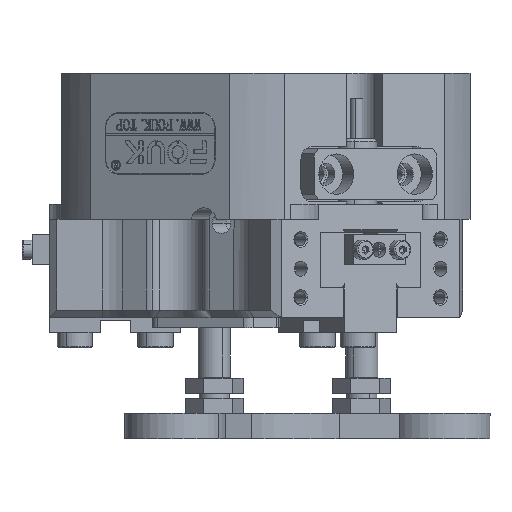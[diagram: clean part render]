
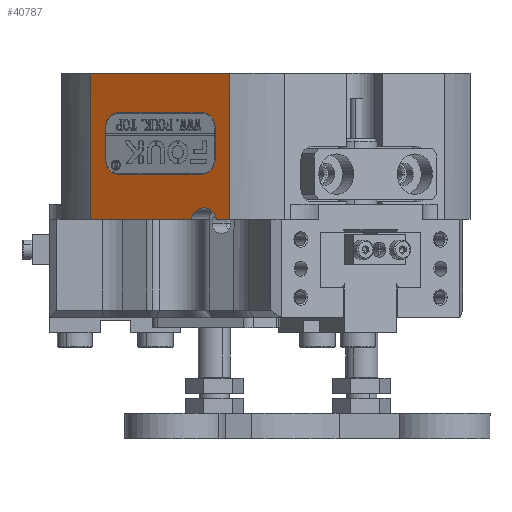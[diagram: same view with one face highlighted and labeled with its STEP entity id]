
A CAD part, front view. The second image highlights one B-rep face of the part: STEP entity #40787.
In plain terms, the highlighted planar face has unit normal (-0.5, -0.866, 0).
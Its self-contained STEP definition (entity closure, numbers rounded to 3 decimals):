
#520 = DIRECTION ( 'NONE',  ( -0.5, -0.866, 0. ) ) ;
#791 = DIRECTION ( 'NONE',  ( -0.5, -0.866, 0. ) ) ;
#1270 = CARTESIAN_POINT ( 'NONE',  ( -26.614, -40.291, 90.728 ) ) ;
#1428 = CARTESIAN_POINT ( 'NONE',  ( -51.63, -25.848, 90.728 ) ) ;
#1862 = ORIENTED_EDGE ( 'NONE', *, *, #43465, .F. ) ;
#2013 = DIRECTION ( 'NONE',  ( 0.866, -0.5, 0. ) ) ;
#2834 = VECTOR ( 'NONE', #41568, 1000. ) ;
#2836 = VECTOR ( 'NONE', #47821, 1000. ) ;
#2987 = CARTESIAN_POINT ( 'NONE',  ( -26.763, -40.205, 90.728 ) ) ;
#3213 = EDGE_CURVE ( 'NONE', #17347, #18751, #28414, .T. ) ;
#3408 = CARTESIAN_POINT ( 'NONE',  ( -26.763, -40.205, 90.728 ) ) ;
#3866 = CARTESIAN_POINT ( 'NONE',  ( -37.801, -33.832, 119.728 ) ) ;
#3971 = DIRECTION ( 'NONE',  ( 0.866, -0.5, 0. ) ) ;
#4210 = DIRECTION ( 'NONE',  ( -0.5, -0.866, 0. ) ) ;
#4311 = LINE ( 'NONE', #3408, #10549 ) ;
#4478 = EDGE_LOOP ( 'NONE', ( #9765, #38465, #7236, #32494, #1862, #15903, #45426, #48841 ) ) ;
#5260 = DIRECTION ( 'NONE',  ( 0.866, -0.5, 0. ) ) ;
#5772 = PLANE ( 'NONE',  #27656 ) ;
#6049 = EDGE_CURVE ( 'NONE', #41838, #33915, #49369, .T. ) ;
#6106 = VERTEX_POINT ( 'NONE', #45917 ) ;
#6327 = DIRECTION ( 'NONE',  ( 0., 0., -1. ) ) ;
#6731 = CARTESIAN_POINT ( 'NONE',  ( -46.115, -29.032, 99.728 ) ) ;
#7236 = ORIENTED_EDGE ( 'NONE', *, *, #32436, .F. ) ;
#7584 = FACE_BOUND ( 'NONE', #4478, .T. ) ;
#7860 = DIRECTION ( 'NONE',  ( -0.866, 0.5, 0. ) ) ;
#8004 = CIRCLE ( 'NONE', #26803, 3. ) ;
#8143 = VERTEX_POINT ( 'NONE', #28348 ) ;
#8150 = ORIENTED_EDGE ( 'NONE', *, *, #12209, .F. ) ;
#8468 = CIRCLE ( 'NONE', #36935, 3. ) ;
#8839 = FACE_OUTER_BOUND ( 'NONE', #38027, .T. ) ;
#8950 = ORIENTED_EDGE ( 'NONE', *, *, #3213, .T. ) ;
#9765 = ORIENTED_EDGE ( 'NONE', *, *, #6049, .F. ) ;
#10055 = EDGE_CURVE ( 'NONE', #18751, #22353, #49143, .T. ) ;
#10495 = LINE ( 'NONE', #46466, #30280 ) ;
#10532 = LINE ( 'NONE', #2987, #22251 ) ;
#10549 = VECTOR ( 'NONE', #31453, 1000. ) ;
#11173 = CARTESIAN_POINT ( 'NONE',  ( -51.63, -25.848, 119.728 ) ) ;
#12209 = EDGE_CURVE ( 'NONE', #8143, #40693, #4311, .T. ) ;
#12381 = EDGE_CURVE ( 'NONE', #36686, #41838, #8004, .T. ) ;
#13818 = CARTESIAN_POINT ( 'NONE',  ( -29.487, -38.632, 102.728 ) ) ;
#14416 = VECTOR ( 'NONE', #30395, 1000. ) ;
#15588 = EDGE_CURVE ( 'NONE', #40693, #20815, #8468, .T. ) ;
#15903 = ORIENTED_EDGE ( 'NONE', *, *, #30602, .F. ) ;
#16396 = CARTESIAN_POINT ( 'NONE',  ( -23.972, -41.816, 119.728 ) ) ;
#16718 = LINE ( 'NONE', #45872, #22877 ) ;
#17111 = LINE ( 'NONE', #40183, #2836 ) ;
#17347 = VERTEX_POINT ( 'NONE', #16396 ) ;
#17395 = DIRECTION ( 'NONE',  ( -0.5, -0.866, 0. ) ) ;
#17766 = CIRCLE ( 'NONE', #40498, 3. ) ;
#18064 = DIRECTION ( 'NONE',  ( 0.5, 0.866, 0. ) ) ;
#18751 = VERTEX_POINT ( 'NONE', #11173 ) ;
#19344 = CARTESIAN_POINT ( 'NONE',  ( -31.667, -37.373, 90.728 ) ) ;
#20073 = VECTOR ( 'NONE', #47255, 1000. ) ;
#20746 = VERTEX_POINT ( 'NONE', #38313 ) ;
#20815 = VERTEX_POINT ( 'NONE', #19344 ) ;
#22251 = VECTOR ( 'NONE', #43196, 1000. ) ;
#22353 = VERTEX_POINT ( 'NONE', #1428 ) ;
#22808 = VECTOR ( 'NONE', #7860, 1000. ) ;
#22831 = CIRCLE ( 'NONE', #49819, 3. ) ;
#22877 = VECTOR ( 'NONE', #6327, 1000. ) ;
#25653 = DIRECTION ( 'NONE',  ( -0.866, 0.5, 0. ) ) ;
#25716 = DIRECTION ( 'NONE',  ( -0.5, -0.866, 0. ) ) ;
#26148 = CARTESIAN_POINT ( 'NONE',  ( -48.713, -27.532, 102.728 ) ) ;
#26803 = AXIS2_PLACEMENT_3D ( 'NONE', #31768, #791, #27963 ) ;
#27395 = VERTEX_POINT ( 'NONE', #32374 ) ;
#27656 = AXIS2_PLACEMENT_3D ( 'NONE', #29659, #18064, #25653 ) ;
#27963 = DIRECTION ( 'NONE',  ( -0.866, 0.5, 0. ) ) ;
#28348 = CARTESIAN_POINT ( 'NONE',  ( -23.972, -41.816, 90.728 ) ) ;
#28414 = LINE ( 'NONE', #3866, #22808 ) ;
#29659 = CARTESIAN_POINT ( 'NONE',  ( -15.196, -46.883, 140.728 ) ) ;
#29755 = CARTESIAN_POINT ( 'NONE',  ( -46.115, -29.032, 111.928 ) ) ;
#30280 = VECTOR ( 'NONE', #41794, 1000. ) ;
#30395 = DIRECTION ( 'NONE',  ( 0., 0., -1. ) ) ;
#30435 = CARTESIAN_POINT ( 'NONE',  ( -26.889, -40.132, 108.928 ) ) ;
#30602 = EDGE_CURVE ( 'NONE', #46354, #31276, #45784, .T. ) ;
#31276 = VERTEX_POINT ( 'NONE', #6731 ) ;
#31453 = DIRECTION ( 'NONE',  ( -0.866, 0.5, 0. ) ) ;
#31768 = CARTESIAN_POINT ( 'NONE',  ( -29.487, -38.632, 108.928 ) ) ;
#31799 = EDGE_CURVE ( 'NONE', #8143, #17347, #17111, .T. ) ;
#31903 = DIRECTION ( 'NONE',  ( 0.866, -0.5, 0. ) ) ;
#32080 = CARTESIAN_POINT ( 'NONE',  ( -46.115, -29.032, 102.728 ) ) ;
#32374 = CARTESIAN_POINT ( 'NONE',  ( -48.713, -27.532, 108.928 ) ) ;
#32436 = EDGE_CURVE ( 'NONE', #20746, #36686, #49314, .T. ) ;
#32494 = ORIENTED_EDGE ( 'NONE', *, *, #37196, .F. ) ;
#32696 = CARTESIAN_POINT ( 'NONE',  ( -29.487, -38.632, 111.928 ) ) ;
#32867 = CARTESIAN_POINT ( 'NONE',  ( -46.115, -29.032, 111.928 ) ) ;
#33915 = VERTEX_POINT ( 'NONE', #32867 ) ;
#34225 = CARTESIAN_POINT ( 'NONE',  ( -51.63, -25.848, 71.228 ) ) ;
#35641 = EDGE_CURVE ( 'NONE', #27395, #46354, #16718, .T. ) ;
#35934 = EDGE_CURVE ( 'NONE', #33915, #27395, #22831, .T. ) ;
#36686 = VERTEX_POINT ( 'NONE', #30435 ) ;
#36935 = AXIS2_PLACEMENT_3D ( 'NONE', #40013, #520, #3971 ) ;
#37196 = EDGE_CURVE ( 'NONE', #6106, #20746, #17766, .T. ) ;
#37691 = CARTESIAN_POINT ( 'NONE',  ( -46.115, -29.032, 108.928 ) ) ;
#38027 = EDGE_LOOP ( 'NONE', ( #49950, #47165, #8150, #47989, #8950, #49349 ) ) ;
#38313 = CARTESIAN_POINT ( 'NONE',  ( -26.889, -40.132, 102.728 ) ) ;
#38465 = ORIENTED_EDGE ( 'NONE', *, *, #12381, .F. ) ;
#40013 = CARTESIAN_POINT ( 'NONE',  ( -29.141, -38.832, 90.028 ) ) ;
#40183 = CARTESIAN_POINT ( 'NONE',  ( -23.972, -41.816, 71.228 ) ) ;
#40498 = AXIS2_PLACEMENT_3D ( 'NONE', #13818, #25716, #2013 ) ;
#40693 = VERTEX_POINT ( 'NONE', #1270 ) ;
#40787 = ADVANCED_FACE ( 'NONE', ( #7584, #8839 ), #5772, .F. ) ;
#41568 = DIRECTION ( 'NONE',  ( -0.866, 0.5, 0. ) ) ;
#41794 = DIRECTION ( 'NONE',  ( 0.866, -0.5, 0. ) ) ;
#41838 = VERTEX_POINT ( 'NONE', #32696 ) ;
#42625 = EDGE_CURVE ( 'NONE', #20815, #22353, #10532, .T. ) ;
#43196 = DIRECTION ( 'NONE',  ( -0.866, 0.5, 0. ) ) ;
#43465 = EDGE_CURVE ( 'NONE', #31276, #6106, #10495, .T. ) ;
#45426 = ORIENTED_EDGE ( 'NONE', *, *, #35641, .F. ) ;
#45784 = CIRCLE ( 'NONE', #48301, 3. ) ;
#45872 = CARTESIAN_POINT ( 'NONE',  ( -48.713, -27.532, 108.928 ) ) ;
#45917 = CARTESIAN_POINT ( 'NONE',  ( -29.487, -38.632, 99.728 ) ) ;
#46354 = VERTEX_POINT ( 'NONE', #26148 ) ;
#46466 = CARTESIAN_POINT ( 'NONE',  ( -46.115, -29.032, 99.728 ) ) ;
#47165 = ORIENTED_EDGE ( 'NONE', *, *, #15588, .F. ) ;
#47255 = DIRECTION ( 'NONE',  ( 0., 0., 1. ) ) ;
#47821 = DIRECTION ( 'NONE',  ( 0., 0., 1. ) ) ;
#47989 = ORIENTED_EDGE ( 'NONE', *, *, #31799, .T. ) ;
#48301 = AXIS2_PLACEMENT_3D ( 'NONE', #32080, #4210, #31903 ) ;
#48841 = ORIENTED_EDGE ( 'NONE', *, *, #35934, .F. ) ;
#49143 = LINE ( 'NONE', #34225, #14416 ) ;
#49314 = LINE ( 'NONE', #51256, #20073 ) ;
#49349 = ORIENTED_EDGE ( 'NONE', *, *, #10055, .T. ) ;
#49369 = LINE ( 'NONE', #29755, #2834 ) ;
#49819 = AXIS2_PLACEMENT_3D ( 'NONE', #37691, #17395, #5260 ) ;
#49950 = ORIENTED_EDGE ( 'NONE', *, *, #42625, .F. ) ;
#51256 = CARTESIAN_POINT ( 'NONE',  ( -26.889, -40.132, 108.928 ) ) ;
